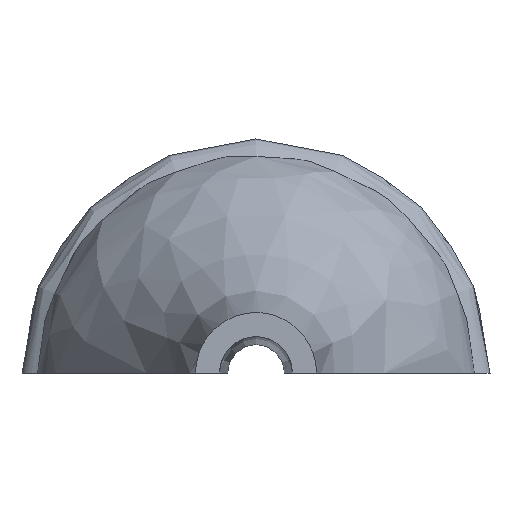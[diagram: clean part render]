
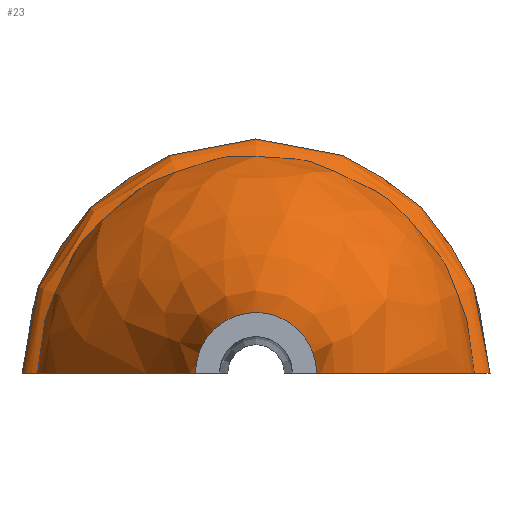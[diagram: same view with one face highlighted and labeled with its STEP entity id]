
A CAD part, left-side view. The second image highlights one B-rep face of the part: STEP entity #23.
In plain terms, the highlighted free-form (B-spline) face has degree [2, 3] with [9, 9] control points.
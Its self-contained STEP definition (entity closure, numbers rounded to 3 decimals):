
#23=ADVANCED_FACE('',(#31),#223,.T.);
#31=FACE_OUTER_BOUND('',#39,.T.);
#39=EDGE_LOOP('',(#53,#54,#55,#56));
#53=ORIENTED_EDGE('',*,*,#187,.T.);
#54=ORIENTED_EDGE('',*,*,#188,.T.);
#55=ORIENTED_EDGE('',*,*,#189,.T.);
#56=ORIENTED_EDGE('',*,*,#190,.T.);
#81=(
BOUNDED_CURVE()
B_SPLINE_CURVE(2,(#651,#652,#653,#654,#655),.UNSPECIFIED.,.F.,.F.)
B_SPLINE_CURVE_WITH_KNOTS((3,2,3),(-56.443,-28.222,
0.),.UNSPECIFIED.)
CURVE()
GEOMETRIC_REPRESENTATION_ITEM()
RATIONAL_B_SPLINE_CURVE((1.,0.707,1.,0.707,1.))
REPRESENTATION_ITEM('')
);
#82=(
BOUNDED_CURVE()
B_SPLINE_CURVE(2,(#669,#670,#671,#672,#673),.UNSPECIFIED.,.F.,.F.)
B_SPLINE_CURVE_WITH_KNOTS((3,2,3),(0.,28.222,56.443),
 .UNSPECIFIED.)
CURVE()
GEOMETRIC_REPRESENTATION_ITEM()
RATIONAL_B_SPLINE_CURVE((1.,0.707,1.,0.707,1.))
REPRESENTATION_ITEM('')
);
#101=PCURVE('',#223,#133);
#102=PCURVE('',#223,#134);
#103=PCURVE('',#223,#135);
#104=PCURVE('',#223,#136);
#106=PCURVE('',#224,#138);
#108=PCURVE('',#224,#140);
#133=DEFINITIONAL_REPRESENTATION('',(#246),#996);
#134=DEFINITIONAL_REPRESENTATION('',(#247),#996);
#135=DEFINITIONAL_REPRESENTATION('',(#249),#996);
#136=DEFINITIONAL_REPRESENTATION('',(#250),#996);
#138=DEFINITIONAL_REPRESENTATION('',(#252),#996);
#140=DEFINITIONAL_REPRESENTATION('',(#254),#996);
#163=SURFACE_CURVE('',#245,(#101,#108),.PCURVE_S1.);
#164=SURFACE_CURVE('',#81,(#102),.PCURVE_S1.);
#165=SURFACE_CURVE('',#248,(#103,#106),.PCURVE_S1.);
#166=SURFACE_CURVE('',#82,(#104),.PCURVE_S1.);
#187=EDGE_CURVE('',#211,#212,#163,.T.);
#188=EDGE_CURVE('',#212,#210,#164,.T.);
#189=EDGE_CURVE('',#210,#209,#165,.T.);
#190=EDGE_CURVE('',#209,#211,#166,.T.);
#209=VERTEX_POINT('',#636);
#210=VERTEX_POINT('',#637);
#211=VERTEX_POINT('',#638);
#212=VERTEX_POINT('',#639);
#223=(
BOUNDED_SURFACE()
B_SPLINE_SURFACE(
2,3,
((#474,#475,#476,#477,#478,#479,#480,#481,#482),
(#483,#484,#485,#486,#487,#488,#489,#490,#491),
(#492,#493,#494,#495,#496,#497,#498,#499,#500),
(#501,#502,#503,#504,#505,#506,#507,#508,#509),
(#510,#511,#512,#513,#514,#515,#516,#517,#518),
(#519,#520,#521,#522,#523,#524,#525,#526,#527),
(#528,#529,#530,#531,#532,#533,#534,#535,#536),
(#537,#538,#539,#540,#541,#542,#543,#544,#545),
(#546,#547,#548,#549,#550,#551,#552,#553,#554)),.UNSPECIFIED.,.T.,.F.,.F.)
B_SPLINE_SURFACE_WITH_KNOTS(
(3,2,2,2,3),
(4,1,1,1,1,1,4),
(0.,28,56,84,112.),
(0.,22.973,45.947,68.92,91.894,114.867,137.841),
 .UNSPECIFIED.)
GEOMETRIC_REPRESENTATION_ITEM()
RATIONAL_B_SPLINE_SURFACE((
(1.,1.,1.,1.,1.,1.,1.,1.,1.),
(0.707,0.707,0.707,0.707,0.707,0.707,0.707,0.707,0.707),
(1.,1.,1.,1.,1.,1.,1.,1.,1.),
(0.707,0.707,0.707,0.707,0.707,0.707,0.707,0.707,0.707),
(1.,1.,1.,1.,1.,1.,1.,1.,1.),
(0.707,0.707,0.707,0.707,0.707,0.707,0.707,0.707,0.707),
(1.,1.,1.,1.,1.,1.,1.,1.,1.),
(0.707,0.707,0.707,0.707,0.707,0.707,0.707,0.707,0.707),
(1.,1.,1.,1.,1.,1.,1.,1.,1.)))
REPRESENTATION_ITEM('')
SURFACE()
);
#245=B_SPLINE_CURVE_WITH_KNOTS('',3,(#640,#641,#642,#643,#644,#645,#646,
#647,#648),.UNSPECIFIED.,.F.,.F.,(4,1,1,1,1,1,4),(0.,22.973,45.947,
68.92,91.894,114.867,137.841),
 .UNSPECIFIED.);
#246=B_SPLINE_CURVE_WITH_KNOTS('',1,(#649,#650),.UNSPECIFIED.,.F.,.F.,(2,
2),(0.,137.841),.UNSPECIFIED.);
#247=B_SPLINE_CURVE_WITH_KNOTS('',1,(#656,#657),.UNSPECIFIED.,.F.,.F.,(2,
2),(-56.443,0.),.UNSPECIFIED.);
#248=B_SPLINE_CURVE_WITH_KNOTS('',3,(#658,#659,#660,#661,#662,#663,#664,
#665,#666),.UNSPECIFIED.,.F.,.F.,(4,1,1,1,1,1,4),(-137.841,-114.867,
-91.894,-68.92,-45.947,-22.973,
0.),.UNSPECIFIED.);
#249=B_SPLINE_CURVE_WITH_KNOTS('',1,(#667,#668),.UNSPECIFIED.,.F.,.F.,(2,
2),(-137.841,0.),.UNSPECIFIED.);
#250=B_SPLINE_CURVE_WITH_KNOTS('',1,(#674,#675),.UNSPECIFIED.,.F.,.F.,(2,
2),(0.,56.443),.UNSPECIFIED.);
#252=B_SPLINE_CURVE_WITH_KNOTS('',1,(#683,#684),.UNSPECIFIED.,.F.,.F.,(2,
2),(-137.841,0.),.UNSPECIFIED.);
#254=B_SPLINE_CURVE_WITH_KNOTS('',1,(#692,#693),.UNSPECIFIED.,.F.,.F.,(2,
2),(0.,137.841),.UNSPECIFIED.);
#474=CARTESIAN_POINT('',(-30.,5.,0.));
#475=CARTESIAN_POINT('',(-15.,5.,0.));
#476=CARTESIAN_POINT('',(2.,28.,0.));
#477=CARTESIAN_POINT('',(15.,2.,0.));
#478=CARTESIAN_POINT('',(45.,5.,0.));
#479=CARTESIAN_POINT('',(49.,20.,0.));
#480=CARTESIAN_POINT('',(52.,20.,0.));
#481=CARTESIAN_POINT('',(61.917,9.5,0.));
#482=CARTESIAN_POINT('',(66.,13.,0.));
#483=CARTESIAN_POINT('',(-30.,5.,5.));
#484=CARTESIAN_POINT('',(-15.,5.,5.));
#485=CARTESIAN_POINT('',(2.,28.,28.));
#486=CARTESIAN_POINT('',(15.,2.,2.));
#487=CARTESIAN_POINT('',(45.,5.,5.));
#488=CARTESIAN_POINT('',(49.,20.,20.));
#489=CARTESIAN_POINT('',(52.,20.,20.));
#490=CARTESIAN_POINT('',(61.917,9.5,9.5));
#491=CARTESIAN_POINT('',(66.,13.,13.));
#492=CARTESIAN_POINT('',(-30.,0.,5.));
#493=CARTESIAN_POINT('',(-15.,0.,5.));
#494=CARTESIAN_POINT('',(2.,0.,28.));
#495=CARTESIAN_POINT('',(15.,0.,2.));
#496=CARTESIAN_POINT('',(45.,0.,5.));
#497=CARTESIAN_POINT('',(49.,0.,20.));
#498=CARTESIAN_POINT('',(52.,0.,20.));
#499=CARTESIAN_POINT('',(61.917,0.,9.5));
#500=CARTESIAN_POINT('',(66.,0.,13.));
#501=CARTESIAN_POINT('',(-30.,-5.,5.));
#502=CARTESIAN_POINT('',(-15.,-5.,5.));
#503=CARTESIAN_POINT('',(2.,-28.,28.));
#504=CARTESIAN_POINT('',(15.,-2.,2.));
#505=CARTESIAN_POINT('',(45.,-5.,5.));
#506=CARTESIAN_POINT('',(49.,-20.,20.));
#507=CARTESIAN_POINT('',(52.,-20.,20.));
#508=CARTESIAN_POINT('',(61.917,-9.5,9.5));
#509=CARTESIAN_POINT('',(66.,-13.,13.));
#510=CARTESIAN_POINT('',(-30.,-5.,0.));
#511=CARTESIAN_POINT('',(-15.,-5.,0.));
#512=CARTESIAN_POINT('',(2.,-28.,0.));
#513=CARTESIAN_POINT('',(15.,-2.,0.));
#514=CARTESIAN_POINT('',(45.,-5.,0.));
#515=CARTESIAN_POINT('',(49.,-20.,0.));
#516=CARTESIAN_POINT('',(52.,-20.,0.));
#517=CARTESIAN_POINT('',(61.917,-9.5,0.));
#518=CARTESIAN_POINT('',(66.,-13.,0.));
#519=CARTESIAN_POINT('',(-30.,-5.,-5.));
#520=CARTESIAN_POINT('',(-15.,-5.,-5.));
#521=CARTESIAN_POINT('',(2.,-28.,-28.));
#522=CARTESIAN_POINT('',(15.,-2.,-2.));
#523=CARTESIAN_POINT('',(45.,-5.,-5.));
#524=CARTESIAN_POINT('',(49.,-20.,-20.));
#525=CARTESIAN_POINT('',(52.,-20.,-20.));
#526=CARTESIAN_POINT('',(61.917,-9.5,-9.5));
#527=CARTESIAN_POINT('',(66.,-13.,-13.));
#528=CARTESIAN_POINT('',(-30.,0.,-5.));
#529=CARTESIAN_POINT('',(-15.,0.,-5.));
#530=CARTESIAN_POINT('',(2.,0.,-28.));
#531=CARTESIAN_POINT('',(15.,0.,-2.));
#532=CARTESIAN_POINT('',(45.,0.,-5.));
#533=CARTESIAN_POINT('',(49.,0.,-20.));
#534=CARTESIAN_POINT('',(52.,0.,-20.));
#535=CARTESIAN_POINT('',(61.917,0.,-9.5));
#536=CARTESIAN_POINT('',(66.,0.,-13.));
#537=CARTESIAN_POINT('',(-30.,5.,-5.));
#538=CARTESIAN_POINT('',(-15.,5.,-5.));
#539=CARTESIAN_POINT('',(2.,28.,-28.));
#540=CARTESIAN_POINT('',(15.,2.,-2.));
#541=CARTESIAN_POINT('',(45.,5.,-5.));
#542=CARTESIAN_POINT('',(49.,20.,-20.));
#543=CARTESIAN_POINT('',(52.,20.,-20.));
#544=CARTESIAN_POINT('',(61.917,9.5,-9.5));
#545=CARTESIAN_POINT('',(66.,13.,-13.));
#546=CARTESIAN_POINT('',(-30.,5.,0.));
#547=CARTESIAN_POINT('',(-15.,5.,0.));
#548=CARTESIAN_POINT('',(2.,28.,0.));
#549=CARTESIAN_POINT('',(15.,2.,0.));
#550=CARTESIAN_POINT('',(45.,5.,0.));
#551=CARTESIAN_POINT('',(49.,20.,0.));
#552=CARTESIAN_POINT('',(52.,20.,0.));
#553=CARTESIAN_POINT('',(61.917,9.5,0.));
#554=CARTESIAN_POINT('',(66.,13.,0.));
#636=CARTESIAN_POINT('',(-30.,5.,0.));
#637=CARTESIAN_POINT('',(66.,13.,0.));
#638=CARTESIAN_POINT('',(-30.,-5.,0.));
#639=CARTESIAN_POINT('',(66.,-13.,0.));
#640=CARTESIAN_POINT('',(-30.,-5.,0.));
#641=CARTESIAN_POINT('',(-15.,-5.,0.));
#642=CARTESIAN_POINT('',(2.,-28.,0.));
#643=CARTESIAN_POINT('',(15.,-2.,0.));
#644=CARTESIAN_POINT('',(45.,-5.,0.));
#645=CARTESIAN_POINT('',(49.,-20.,0.));
#646=CARTESIAN_POINT('',(52.,-20.,0.));
#647=CARTESIAN_POINT('',(61.917,-9.5,0.));
#648=CARTESIAN_POINT('',(66.,-13.,0.));
#649=CARTESIAN_POINT('',(56.443,0.));
#650=CARTESIAN_POINT('',(56.443,137.841));
#651=CARTESIAN_POINT('',(66.,-13.,0.));
#652=CARTESIAN_POINT('',(66.,-13.,13.));
#653=CARTESIAN_POINT('',(66.,0.,13.));
#654=CARTESIAN_POINT('',(66.,13.,13.));
#655=CARTESIAN_POINT('',(66.,13.,0.));
#656=CARTESIAN_POINT('',(56.443,137.841));
#657=CARTESIAN_POINT('',(0.,137.841));
#658=CARTESIAN_POINT('',(66.,13.,0.));
#659=CARTESIAN_POINT('',(61.917,9.5,0.));
#660=CARTESIAN_POINT('',(52.,20.,0.));
#661=CARTESIAN_POINT('',(49.,20.,0.));
#662=CARTESIAN_POINT('',(45.,5.,0.));
#663=CARTESIAN_POINT('',(15.,2.,0.));
#664=CARTESIAN_POINT('',(2.,28.,0.));
#665=CARTESIAN_POINT('',(-15.,5.,0.));
#666=CARTESIAN_POINT('',(-30.,5.,0.));
#667=CARTESIAN_POINT('',(0.,137.841));
#668=CARTESIAN_POINT('',(0.,0.));
#669=CARTESIAN_POINT('',(-30.,5.,0.));
#670=CARTESIAN_POINT('',(-30.,5.,5.));
#671=CARTESIAN_POINT('',(-30.,0.,5.));
#672=CARTESIAN_POINT('',(-30.,-5.,5.));
#673=CARTESIAN_POINT('',(-30.,-5.,0.));
#674=CARTESIAN_POINT('',(0.,0.));
#675=CARTESIAN_POINT('',(56.443,0.));
#683=CARTESIAN_POINT('',(112.886,137.841));
#684=CARTESIAN_POINT('',(112.886,0.));
#692=CARTESIAN_POINT('',(56.443,0.));
#693=CARTESIAN_POINT('',(56.443,137.841));
#996=(
GEOMETRIC_REPRESENTATION_CONTEXT(2)
PARAMETRIC_REPRESENTATION_CONTEXT()
REPRESENTATION_CONTEXT('pspace','')
);
